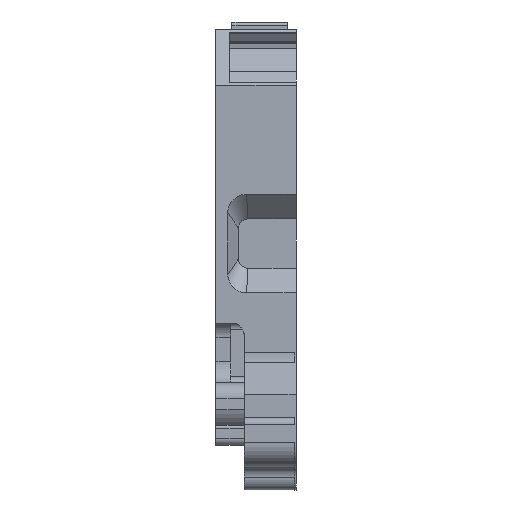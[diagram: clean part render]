
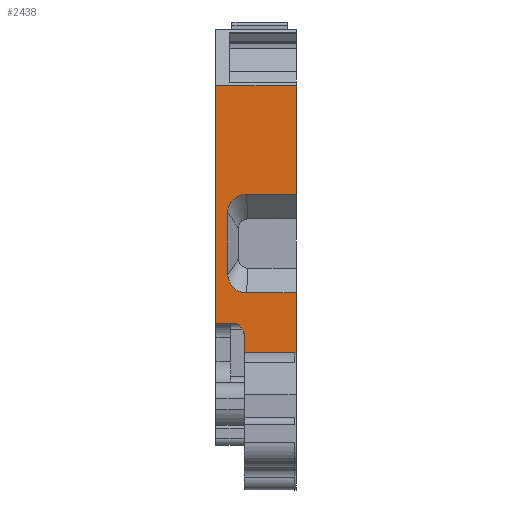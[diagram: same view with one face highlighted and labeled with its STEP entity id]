
A CAD part, front view. The second image highlights one B-rep face of the part: STEP entity #2438.
In plain terms, the highlighted planar face has unit normal (0, -1, 0).
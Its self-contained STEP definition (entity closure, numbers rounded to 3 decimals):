
#2375=AXIS2_PLACEMENT_3D('Plane Axis2P3D',#2372,#2373,#2374) ;
#2391=AXIS2_PLACEMENT_3D('Circle Axis2P3D',#2389,#2390,$) ;
#258=CARTESIAN_POINT('Vertex',(2.539,3.665,16.288)) ;
#263=CARTESIAN_POINT('Line Origine',(4.586,3.665,16.288)) ;
#267=CARTESIAN_POINT('Vertex',(6.632,3.665,16.288)) ;
#1225=CARTESIAN_POINT('Vertex',(0.,3.665,13.794)) ;
#1228=CARTESIAN_POINT('Line Origine',(0.,3.665,23.618)) ;
#1232=CARTESIAN_POINT('Vertex',(0.,3.665,33.441)) ;
#1450=CARTESIAN_POINT('Vertex',(2.539,3.665,24.432)) ;
#1454=CARTESIAN_POINT('Control Point',(0.985,3.665,22.905)) ;
#1455=CARTESIAN_POINT('Control Point',(0.985,3.665,23.385)) ;
#1456=CARTESIAN_POINT('Control Point',(1.176,3.665,23.865)) ;
#1457=CARTESIAN_POINT('Control Point',(1.562,3.665,24.244)) ;
#1458=CARTESIAN_POINT('Control Point',(2.051,3.665,24.432)) ;
#1459=CARTESIAN_POINT('Control Point',(2.539,3.665,24.432)) ;
#1460=CARTESIAN_POINT('Vertex',(0.985,3.665,22.905)) ;
#1903=CARTESIAN_POINT('Line Origine',(0.985,3.665,20.36)) ;
#1907=CARTESIAN_POINT('Vertex',(0.985,3.665,17.815)) ;
#1937=CARTESIAN_POINT('Control Point',(2.539,3.665,16.288)) ;
#1938=CARTESIAN_POINT('Control Point',(2.051,3.665,16.288)) ;
#1939=CARTESIAN_POINT('Control Point',(1.562,3.665,16.476)) ;
#1940=CARTESIAN_POINT('Control Point',(1.176,3.665,16.855)) ;
#1941=CARTESIAN_POINT('Control Point',(0.985,3.665,17.336)) ;
#1942=CARTESIAN_POINT('Control Point',(0.985,3.665,17.815)) ;
#2305=CARTESIAN_POINT('Line Origine',(3.316,3.665,33.441)) ;
#2309=CARTESIAN_POINT('Vertex',(6.632,3.665,33.441)) ;
#2338=CARTESIAN_POINT('Vertex',(6.632,3.665,24.432)) ;
#2341=CARTESIAN_POINT('Line Origine',(4.586,3.665,24.432)) ;
#2372=CARTESIAN_POINT('Axis2P3D Location',(6.632,3.665,14.812)) ;
#2377=CARTESIAN_POINT('Line Origine',(6.632,3.665,28.937)) ;
#2382=CARTESIAN_POINT('Line Origine',(0.662,3.665,13.794)) ;
#2386=CARTESIAN_POINT('Vertex',(1.323,3.665,13.794)) ;
#2389=CARTESIAN_POINT('Axis2P3D Location',(1.323,3.665,12.776)) ;
#2393=CARTESIAN_POINT('Vertex',(2.341,3.665,12.776)) ;
#2396=CARTESIAN_POINT('Line Origine',(2.341,3.665,12.054)) ;
#2400=CARTESIAN_POINT('Vertex',(2.341,3.665,11.331)) ;
#2403=CARTESIAN_POINT('Line Origine',(4.428,3.665,11.331)) ;
#2407=CARTESIAN_POINT('Vertex',(6.515,3.665,11.331)) ;
#2410=CARTESIAN_POINT('Line Origine',(6.574,3.665,11.331)) ;
#2414=CARTESIAN_POINT('Vertex',(6.632,3.665,11.331)) ;
#2417=CARTESIAN_POINT('Line Origine',(6.632,3.665,13.81)) ;
#264=DIRECTION('Vector Direction',(-1.,0.,0.)) ;
#1229=DIRECTION('Vector Direction',(0.,0.,-1.)) ;
#1904=DIRECTION('Vector Direction',(0.,0.,1.)) ;
#2306=DIRECTION('Vector Direction',(-1.,0.,0.)) ;
#2342=DIRECTION('Vector Direction',(-1.,0.,0.)) ;
#2373=DIRECTION('Axis2P3D Direction',(0.,-1.,0.)) ;
#2374=DIRECTION('Axis2P3D XDirection',(0.,0.,1.018)) ;
#2378=DIRECTION('Vector Direction',(0.,0.,1.)) ;
#2383=DIRECTION('Vector Direction',(1.,0.,0.)) ;
#2390=DIRECTION('Axis2P3D Direction',(0.,-1.,0.)) ;
#2397=DIRECTION('Vector Direction',(0.,0.,-1.)) ;
#2404=DIRECTION('Vector Direction',(-1.,0.,0.)) ;
#2411=DIRECTION('Vector Direction',(1.,0.,0.)) ;
#2418=DIRECTION('Vector Direction',(0.,0.,1.)) ;
#265=VECTOR('Line Direction',#264,1.) ;
#1230=VECTOR('Line Direction',#1229,1.) ;
#1905=VECTOR('Line Direction',#1904,1.) ;
#2307=VECTOR('Line Direction',#2306,1.) ;
#2343=VECTOR('Line Direction',#2342,1.) ;
#2379=VECTOR('Line Direction',#2378,1.) ;
#2384=VECTOR('Line Direction',#2383,1.) ;
#2398=VECTOR('Line Direction',#2397,1.) ;
#2405=VECTOR('Line Direction',#2404,1.) ;
#2412=VECTOR('Line Direction',#2411,1.) ;
#2419=VECTOR('Line Direction',#2418,1.) ;
#2423=ORIENTED_EDGE('',*,*,#2381,.T.) ;
#2424=ORIENTED_EDGE('',*,*,#2311,.T.) ;
#2425=ORIENTED_EDGE('',*,*,#1234,.T.) ;
#2426=ORIENTED_EDGE('',*,*,#2388,.T.) ;
#2427=ORIENTED_EDGE('',*,*,#2395,.T.) ;
#2428=ORIENTED_EDGE('',*,*,#2402,.T.) ;
#2429=ORIENTED_EDGE('',*,*,#2409,.F.) ;
#2430=ORIENTED_EDGE('',*,*,#2416,.T.) ;
#2431=ORIENTED_EDGE('',*,*,#2421,.F.) ;
#2432=ORIENTED_EDGE('',*,*,#269,.T.) ;
#2433=ORIENTED_EDGE('',*,*,#1943,.T.) ;
#2434=ORIENTED_EDGE('',*,*,#1909,.T.) ;
#2435=ORIENTED_EDGE('',*,*,#1462,.T.) ;
#2436=ORIENTED_EDGE('',*,*,#2345,.F.) ;
#2438=ADVANCED_FACE('SAKR_35',(#2437),#2376,.T.) ;
#1453=B_SPLINE_CURVE_WITH_KNOTS('',5,(#1454,#1455,#1456,#1457,#1458,#1459),.UNSPECIFIED.,.F.,.U.,(6,6),(0.,1.862),.UNSPECIFIED.) ;
#1936=B_SPLINE_CURVE_WITH_KNOTS('',5,(#1937,#1938,#1939,#1940,#1941,#1942),.UNSPECIFIED.,.F.,.U.,(6,6),(0.,1.862),.UNSPECIFIED.) ;
#2392=CIRCLE('generated circle',#2391,1.018) ;
#269=EDGE_CURVE('',#268,#259,#266,.T.) ;
#1234=EDGE_CURVE('',#1233,#1226,#1231,.T.) ;
#1462=EDGE_CURVE('',#1461,#1451,#1453,.T.) ;
#1909=EDGE_CURVE('',#1908,#1461,#1906,.T.) ;
#1943=EDGE_CURVE('',#259,#1908,#1936,.T.) ;
#2311=EDGE_CURVE('',#2310,#1233,#2308,.T.) ;
#2345=EDGE_CURVE('',#2339,#1451,#2344,.T.) ;
#2381=EDGE_CURVE('',#2339,#2310,#2380,.T.) ;
#2388=EDGE_CURVE('',#1226,#2387,#2385,.T.) ;
#2395=EDGE_CURVE('',#2387,#2394,#2392,.F.) ;
#2402=EDGE_CURVE('',#2394,#2401,#2399,.T.) ;
#2409=EDGE_CURVE('',#2408,#2401,#2406,.T.) ;
#2416=EDGE_CURVE('',#2408,#2415,#2413,.T.) ;
#2421=EDGE_CURVE('',#268,#2415,#2420,.F.) ;
#2422=EDGE_LOOP('',(#2423,#2424,#2425,#2426,#2427,#2428,#2429,#2430,#2431,#2432,#2433,#2434,#2435,#2436)) ;
#2437=FACE_OUTER_BOUND('',#2422,.T.) ;
#266=LINE('Line',#263,#265) ;
#1231=LINE('Line',#1228,#1230) ;
#1906=LINE('Line',#1903,#1905) ;
#2308=LINE('Line',#2305,#2307) ;
#2344=LINE('Line',#2341,#2343) ;
#2380=LINE('Line',#2377,#2379) ;
#2385=LINE('Line',#2382,#2384) ;
#2399=LINE('Line',#2396,#2398) ;
#2406=LINE('Line',#2403,#2405) ;
#2413=LINE('Line',#2410,#2412) ;
#2420=LINE('Line',#2417,#2419) ;
#2376=PLANE('',#2375) ;
#259=VERTEX_POINT('',#258) ;
#268=VERTEX_POINT('',#267) ;
#1226=VERTEX_POINT('',#1225) ;
#1233=VERTEX_POINT('',#1232) ;
#1451=VERTEX_POINT('',#1450) ;
#1461=VERTEX_POINT('',#1460) ;
#1908=VERTEX_POINT('',#1907) ;
#2310=VERTEX_POINT('',#2309) ;
#2339=VERTEX_POINT('',#2338) ;
#2387=VERTEX_POINT('',#2386) ;
#2394=VERTEX_POINT('',#2393) ;
#2401=VERTEX_POINT('',#2400) ;
#2408=VERTEX_POINT('',#2407) ;
#2415=VERTEX_POINT('',#2414) ;
